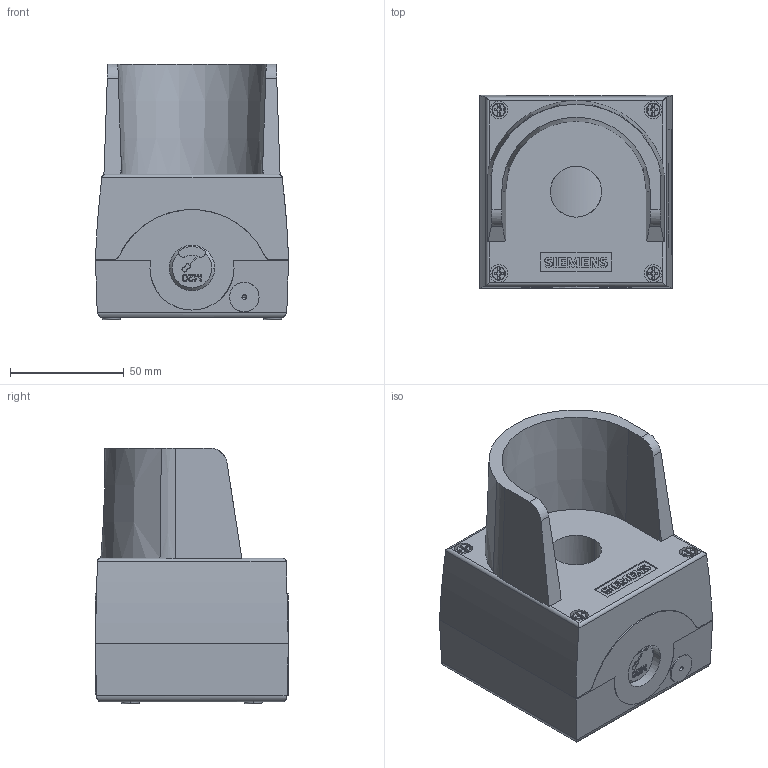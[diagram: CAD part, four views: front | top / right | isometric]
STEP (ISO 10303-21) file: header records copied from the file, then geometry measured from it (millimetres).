
FILE_DESCRIPTION(('STEP AP214'),'1');
FILE_NAME('cctmp_4CBCBC99-853D-4483-9E28-520B6FA841D6_2023_07_21_16_46_21_0201..stp','2023-07-21T14:46:22',('SIEMENS A&D'),('CADClick - www.CADClick.com'),'Spatial InterOp 3D postprocessed',' ','unknown authorization');
FILE_SCHEMA(('AUTOMOTIVE_DESIGN'));
Length unit declared in the file: millimetre
Products named in the file (1): 2023_07_21_16_46_21_0160
Bounding box: 85.04 x 85.2 x 112.5 mm (x, y, z)
Volume: 451140.7 mm3; surface area: 64285.1 mm2
Topology: 1 solids, 2 shells, 1082 faces, 2992 edges, 1989 vertices
Faces by surface type: plane 780, cylinder 205, bspline 48, cone 39, torus 8, sphere 2
Entity records: 60084 total; most frequent: CARTESIAN_POINT 9205, STYLED_ITEM 6062, PRESENTATION_STYLE_ASSIGNMENT 6062, ORIENTED_EDGE 5980, DIRECTION 5388, EDGE_CURVE 2990, CURVE_STYLE 2990, DRAUGHTING_PRE_DEFINED_CURVE_FONT 2990
